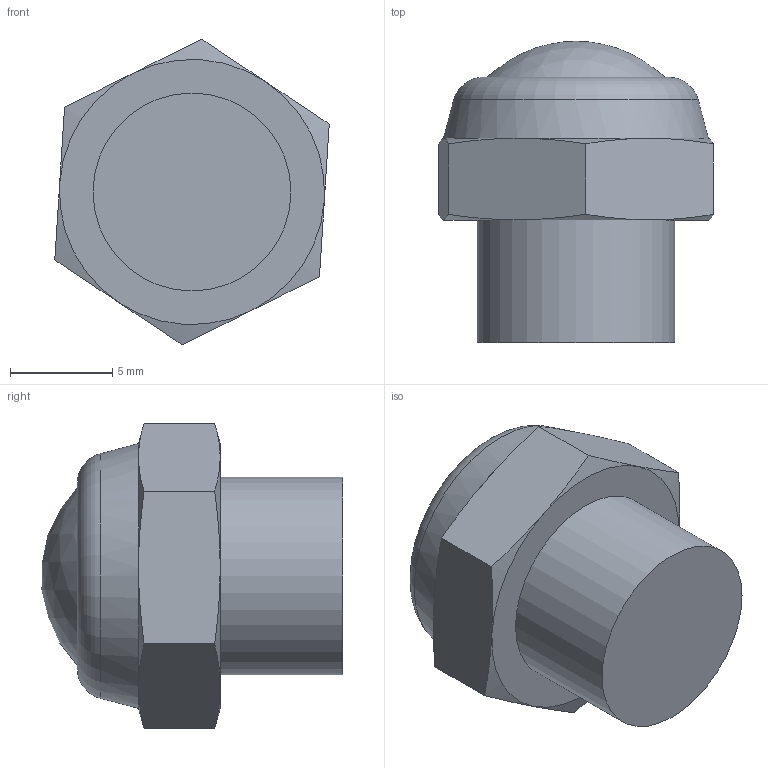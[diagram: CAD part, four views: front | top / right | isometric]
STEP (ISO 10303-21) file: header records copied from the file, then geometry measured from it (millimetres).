
FILE_DESCRIPTION((''),'2;1');
FILE_NAME('6_05_18.stp','2008-05-27T13:51:09',('maffial1'),(''),'Autodesk Inventor 2009','Autodesk Inventor 2009','');
FILE_SCHEMA(('AUTOMOTIVE_DESIGN { 1 0 10303 214 1 1 1 1 }'));
Length unit declared in the file: millimetre
Products named in the file (1): 6_05_18
Bounding box: 13.45 x 14.76 x 14.98 mm (x, y, z)
Volume: 1425.8 mm3; surface area: 734 mm2
Topology: 1 solids, 1 shells, 25 faces, 51 edges, 30 vertices
Faces by surface type: cone 13, plane 9, sphere 1, cylinder 1, torus 1
Full cylindrical faces by diameter (mm): 9.7 x1
Entity records: 634 total; most frequent: CARTESIAN_POINT 150, ORIENTED_EDGE 94, DIRECTION 92, EDGE_CURVE 47, AXIS2_PLACEMENT_3D 43, EDGE_LOOP 30, VERTEX_POINT 29, FACE_OUTER_BOUND 25
